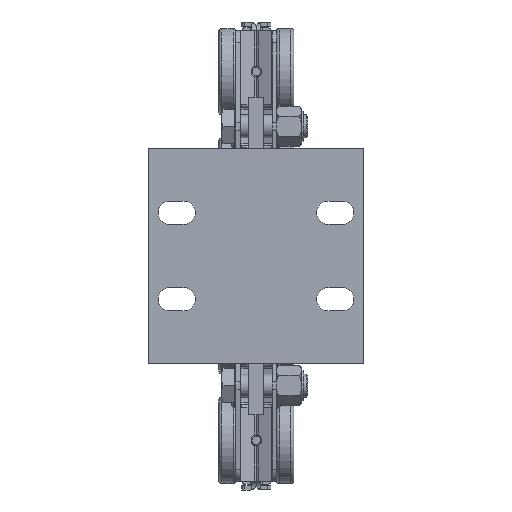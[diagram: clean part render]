
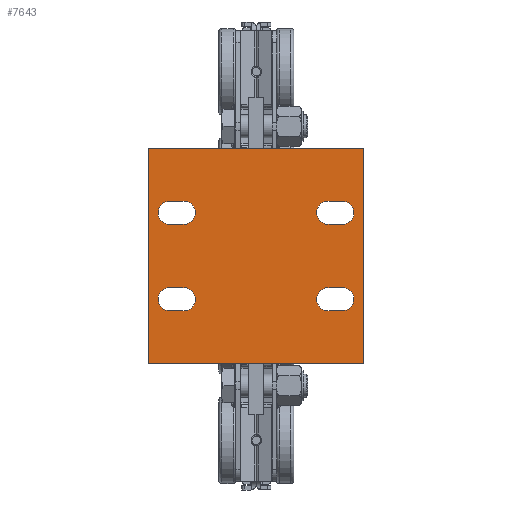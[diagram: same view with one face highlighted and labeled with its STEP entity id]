
A CAD part, front view. The second image highlights one B-rep face of the part: STEP entity #7643.
In plain terms, the highlighted face is planar.
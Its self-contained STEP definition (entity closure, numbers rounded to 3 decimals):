
#647=FACE_BOUND('',#1802,.T.);
#648=FACE_BOUND('',#1803,.T.);
#649=FACE_BOUND('',#1804,.T.);
#650=FACE_BOUND('',#1805,.T.);
#740=CIRCLE('',#8391,8.);
#742=CIRCLE('',#8395,8.);
#744=CIRCLE('',#8399,8.);
#746=CIRCLE('',#8403,8.);
#748=CIRCLE('',#8407,8.);
#750=CIRCLE('',#8411,8.);
#752=CIRCLE('',#8415,8.);
#754=CIRCLE('',#8419,8.);
#1375=FACE_OUTER_BOUND('',#1801,.T.);
#1801=EDGE_LOOP('',(#5235,#5236,#5237,#5238));
#1802=EDGE_LOOP('',(#5239,#5240,#5241,#5242));
#1803=EDGE_LOOP('',(#5243,#5244,#5245,#5246));
#1804=EDGE_LOOP('',(#5247,#5248,#5249,#5250));
#1805=EDGE_LOOP('',(#5251,#5252,#5253,#5254));
#2300=LINE('',#11754,#2767);
#2305=LINE('',#11768,#2772);
#2308=LINE('',#11778,#2775);
#2313=LINE('',#11792,#2780);
#2316=LINE('',#11802,#2783);
#2321=LINE('',#11816,#2788);
#2324=LINE('',#11826,#2791);
#2329=LINE('',#11840,#2796);
#2334=LINE('',#11854,#2801);
#2338=LINE('',#11861,#2805);
#2341=LINE('',#11867,#2808);
#2343=LINE('',#11870,#2810);
#2767=VECTOR('',#9358,10.);
#2772=VECTOR('',#9371,10.);
#2775=VECTOR('',#9382,10.);
#2780=VECTOR('',#9395,10.);
#2783=VECTOR('',#9406,10.);
#2788=VECTOR('',#9419,10.);
#2791=VECTOR('',#9430,10.);
#2796=VECTOR('',#9443,10.);
#2801=VECTOR('',#9456,10.);
#2805=VECTOR('',#9462,10.);
#2808=VECTOR('',#9467,10.);
#2810=VECTOR('',#9471,10.);
#3234=VERTEX_POINT('',#11752);
#3235=VERTEX_POINT('',#11753);
#3238=VERTEX_POINT('',#11761);
#3240=VERTEX_POINT('',#11767);
#3242=VERTEX_POINT('',#11776);
#3243=VERTEX_POINT('',#11777);
#3246=VERTEX_POINT('',#11785);
#3248=VERTEX_POINT('',#11791);
#3250=VERTEX_POINT('',#11800);
#3251=VERTEX_POINT('',#11801);
#3254=VERTEX_POINT('',#11809);
#3256=VERTEX_POINT('',#11815);
#3258=VERTEX_POINT('',#11824);
#3259=VERTEX_POINT('',#11825);
#3262=VERTEX_POINT('',#11833);
#3264=VERTEX_POINT('',#11839);
#3268=VERTEX_POINT('',#11851);
#3269=VERTEX_POINT('',#11853);
#3271=VERTEX_POINT('',#11859);
#3273=VERTEX_POINT('',#11865);
#4002=EDGE_CURVE('',#3234,#3235,#2300,.T.);
#4006=EDGE_CURVE('',#3235,#3238,#740,.T.);
#4009=EDGE_CURVE('',#3238,#3240,#2305,.T.);
#4012=EDGE_CURVE('',#3240,#3234,#742,.T.);
#4014=EDGE_CURVE('',#3242,#3243,#2308,.T.);
#4018=EDGE_CURVE('',#3243,#3246,#744,.T.);
#4021=EDGE_CURVE('',#3246,#3248,#2313,.T.);
#4024=EDGE_CURVE('',#3248,#3242,#746,.T.);
#4026=EDGE_CURVE('',#3250,#3251,#2316,.T.);
#4030=EDGE_CURVE('',#3251,#3254,#748,.T.);
#4033=EDGE_CURVE('',#3254,#3256,#2321,.T.);
#4036=EDGE_CURVE('',#3256,#3250,#750,.T.);
#4038=EDGE_CURVE('',#3258,#3259,#2324,.T.);
#4042=EDGE_CURVE('',#3259,#3262,#752,.T.);
#4045=EDGE_CURVE('',#3262,#3264,#2329,.T.);
#4048=EDGE_CURVE('',#3264,#3258,#754,.T.);
#4052=EDGE_CURVE('',#3268,#3269,#2334,.T.);
#4056=EDGE_CURVE('',#3271,#3268,#2338,.T.);
#4059=EDGE_CURVE('',#3273,#3271,#2341,.T.);
#4061=EDGE_CURVE('',#3269,#3273,#2343,.T.);
#5235=ORIENTED_EDGE('',*,*,#4061,.F.);
#5236=ORIENTED_EDGE('',*,*,#4052,.F.);
#5237=ORIENTED_EDGE('',*,*,#4056,.F.);
#5238=ORIENTED_EDGE('',*,*,#4059,.F.);
#5239=ORIENTED_EDGE('',*,*,#4002,.T.);
#5240=ORIENTED_EDGE('',*,*,#4006,.T.);
#5241=ORIENTED_EDGE('',*,*,#4009,.T.);
#5242=ORIENTED_EDGE('',*,*,#4012,.T.);
#5243=ORIENTED_EDGE('',*,*,#4014,.T.);
#5244=ORIENTED_EDGE('',*,*,#4018,.T.);
#5245=ORIENTED_EDGE('',*,*,#4021,.T.);
#5246=ORIENTED_EDGE('',*,*,#4024,.T.);
#5247=ORIENTED_EDGE('',*,*,#4026,.T.);
#5248=ORIENTED_EDGE('',*,*,#4030,.T.);
#5249=ORIENTED_EDGE('',*,*,#4033,.T.);
#5250=ORIENTED_EDGE('',*,*,#4036,.T.);
#5251=ORIENTED_EDGE('',*,*,#4045,.T.);
#5252=ORIENTED_EDGE('',*,*,#4048,.T.);
#5253=ORIENTED_EDGE('',*,*,#4038,.T.);
#5254=ORIENTED_EDGE('',*,*,#4042,.T.);
#7473=PLANE('',#8425);
#7643=ADVANCED_FACE('',(#1375,#647,#648,#649,#650),#7473,.F.);
#8391=AXIS2_PLACEMENT_3D('',#11762,#9364,#9365);
#8395=AXIS2_PLACEMENT_3D('',#11773,#9376,#9377);
#8399=AXIS2_PLACEMENT_3D('',#11786,#9388,#9389);
#8403=AXIS2_PLACEMENT_3D('',#11797,#9400,#9401);
#8407=AXIS2_PLACEMENT_3D('',#11810,#9412,#9413);
#8411=AXIS2_PLACEMENT_3D('',#11821,#9424,#9425);
#8415=AXIS2_PLACEMENT_3D('',#11834,#9436,#9437);
#8419=AXIS2_PLACEMENT_3D('',#11845,#9448,#9449);
#8425=AXIS2_PLACEMENT_3D('',#11871,#9472,#9473);
#9358=DIRECTION('',(0.,1.,0.));
#9364=DIRECTION('center_axis',(0.,0.,1.));
#9365=DIRECTION('ref_axis',(1.,0.,0.));
#9371=DIRECTION('',(0.,-1.,0.));
#9376=DIRECTION('center_axis',(0.,0.,1.));
#9377=DIRECTION('ref_axis',(-1.,0.,0.));
#9382=DIRECTION('',(0.,1.,0.));
#9388=DIRECTION('center_axis',(0.,0.,1.));
#9389=DIRECTION('ref_axis',(1.,0.,0.));
#9395=DIRECTION('',(0.,-1.,0.));
#9400=DIRECTION('center_axis',(0.,0.,1.));
#9401=DIRECTION('ref_axis',(-1.,0.,0.));
#9406=DIRECTION('',(0.,1.,0.));
#9412=DIRECTION('center_axis',(0.,0.,1.));
#9413=DIRECTION('ref_axis',(1.,0.,0.));
#9419=DIRECTION('',(0.,-1.,0.));
#9424=DIRECTION('center_axis',(0.,0.,1.));
#9425=DIRECTION('ref_axis',(-1.,0.,0.));
#9430=DIRECTION('',(0.,1.,0.));
#9436=DIRECTION('center_axis',(0.,0.,1.));
#9437=DIRECTION('ref_axis',(1.,0.,0.));
#9443=DIRECTION('',(0.,-1.,0.));
#9448=DIRECTION('center_axis',(0.,0.,1.));
#9449=DIRECTION('ref_axis',(-1.,0.,0.));
#9456=DIRECTION('',(0.,-1.,0.));
#9462=DIRECTION('',(-1.,0.,0.));
#9467=DIRECTION('',(0.,1.,0.));
#9471=DIRECTION('',(1.,0.,0.));
#9472=DIRECTION('center_axis',(0.,0.,1.));
#9473=DIRECTION('ref_axis',(1.,0.,0.));
#11752=CARTESIAN_POINT('',(53.,15.,0.));
#11753=CARTESIAN_POINT('',(53.,25.,0.));
#11754=CARTESIAN_POINT('',(53.,45.,0.));
#11761=CARTESIAN_POINT('',(37.,25.,0.));
#11762=CARTESIAN_POINT('Origin',(45.,25.,0.));
#11767=CARTESIAN_POINT('',(37.,15.,0.));
#11768=CARTESIAN_POINT('',(37.,50.,0.));
#11773=CARTESIAN_POINT('Origin',(45.,15.,0.));
#11776=CARTESIAN_POINT('',(113.,125.,0.));
#11777=CARTESIAN_POINT('',(113.,135.,0.));
#11778=CARTESIAN_POINT('',(113.,100.,0.));
#11785=CARTESIAN_POINT('',(97.,135.,0.));
#11786=CARTESIAN_POINT('Origin',(105.,135.,0.));
#11791=CARTESIAN_POINT('',(97.,125.,0.));
#11792=CARTESIAN_POINT('',(97.,105.,0.));
#11797=CARTESIAN_POINT('Origin',(105.,125.,0.));
#11800=CARTESIAN_POINT('',(53.,125.,0.));
#11801=CARTESIAN_POINT('',(53.,135.,0.));
#11802=CARTESIAN_POINT('',(53.,100.,0.));
#11809=CARTESIAN_POINT('',(37.,135.,0.));
#11810=CARTESIAN_POINT('Origin',(45.,135.,0.));
#11815=CARTESIAN_POINT('',(37.,125.,0.));
#11816=CARTESIAN_POINT('',(37.,105.,0.));
#11821=CARTESIAN_POINT('Origin',(45.,125.,0.));
#11824=CARTESIAN_POINT('',(113.,15.,0.));
#11825=CARTESIAN_POINT('',(113.,25.,0.));
#11826=CARTESIAN_POINT('',(113.,45.,0.));
#11833=CARTESIAN_POINT('',(97.,25.,0.));
#11834=CARTESIAN_POINT('Origin',(105.,25.,0.));
#11839=CARTESIAN_POINT('',(97.,15.,0.));
#11840=CARTESIAN_POINT('',(97.,50.,0.));
#11845=CARTESIAN_POINT('Origin',(105.,15.,0.));
#11851=CARTESIAN_POINT('',(0.,150.,0.));
#11853=CARTESIAN_POINT('',(0.,0.,0.));
#11854=CARTESIAN_POINT('',(0.,150.,0.));
#11859=CARTESIAN_POINT('',(150.,150.,0.));
#11861=CARTESIAN_POINT('',(150.,150.,0.));
#11865=CARTESIAN_POINT('',(150.,0.,0.));
#11867=CARTESIAN_POINT('',(150.,0.,0.));
#11870=CARTESIAN_POINT('',(0.,0.,0.));
#11871=CARTESIAN_POINT('Origin',(75.,75.,0.));
